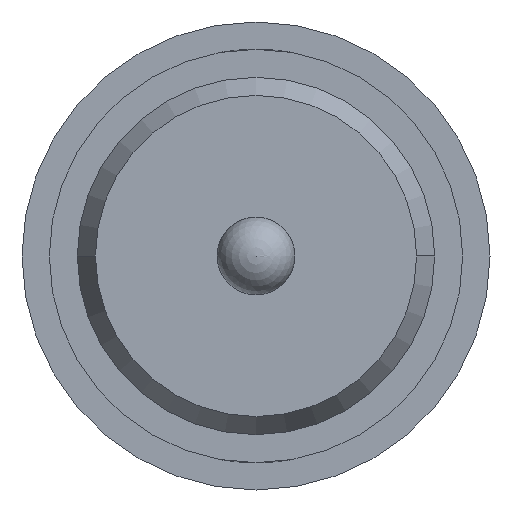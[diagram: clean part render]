
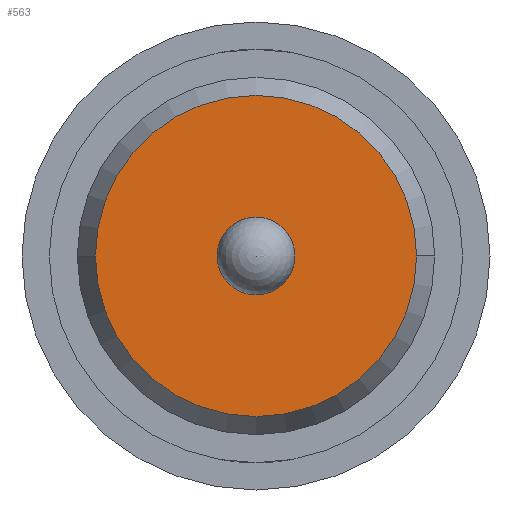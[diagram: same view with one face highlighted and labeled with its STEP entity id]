
A CAD part, front view. The second image highlights one B-rep face of the part: STEP entity #563.
In plain terms, the highlighted planar face has unit normal (0, -1, 0).
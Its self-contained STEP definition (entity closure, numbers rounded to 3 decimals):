
#123 = EDGE_LOOP ( 'NONE', ( #4310, #1932 ) ) ;
#360 = ORIENTED_EDGE ( 'NONE', *, *, #2761, .T. ) ;
#388 = CARTESIAN_POINT ( 'NONE',  ( 1.03, -28.6, 0. ) ) ;
#563 = ADVANCED_FACE ( 'Defeature ausgef�hrt1_17', ( #2018, #1107 ), #919, .T. ) ;
#567 = CARTESIAN_POINT ( 'NONE',  ( -1.145, -28.6, 0. ) ) ;
#630 = DIRECTION ( 'NONE',  ( 0., 0., -1. ) ) ;
#717 = CIRCLE ( 'NONE', #2446, 0.25 ) ;
#879 = DIRECTION ( 'NONE',  ( 1., 0., 0. ) ) ;
#919 = PLANE ( 'NONE',  #4309 ) ;
#1077 = VERTEX_POINT ( 'NONE', #1908 ) ;
#1087 = CIRCLE ( 'NONE', #2181, 1.03 ) ;
#1107 = FACE_OUTER_BOUND ( 'NONE', #3641, .T. ) ;
#1176 = DIRECTION ( 'NONE',  ( 0., 0., -1. ) ) ;
#1182 = EDGE_CURVE ( 'Defeature ausgef�hrt1_17+Defeature ausgef�hrt1_14+Defeature ausgef�hrt1_14+Defeature ausgef�hrt1_14', #1475, #4247, #717, .T. ) ;
#1475 = VERTEX_POINT ( 'NONE', #4024 ) ;
#1541 = CARTESIAN_POINT ( 'NONE',  ( 0., -28.6, 0. ) ) ;
#1579 = CARTESIAN_POINT ( 'NONE',  ( 0., -28.6, 0. ) ) ;
#1594 = CARTESIAN_POINT ( 'NONE',  ( 0., -28.6, 0.25 ) ) ;
#1605 = VERTEX_POINT ( 'NONE', #388 ) ;
#1676 = DIRECTION ( 'NONE',  ( 0., 1., 0. ) ) ;
#1841 = AXIS2_PLACEMENT_3D ( 'NONE', #1889, #2980, #2249 ) ;
#1866 = DIRECTION ( 'NONE',  ( 1., 0., 0. ) ) ;
#1889 = CARTESIAN_POINT ( 'NONE',  ( 0., -28.6, 0. ) ) ;
#1895 = EDGE_CURVE ( 'Defeature ausgef�hrt1_17+Defeature ausgef�hrt1_14+Defeature ausgef�hrt1_14+Defeature ausgef�hrt1_14', #4247, #1475, #2315, .T. ) ;
#1905 = CIRCLE ( 'NONE', #1841, 1.03 ) ;
#1908 = CARTESIAN_POINT ( 'NONE',  ( -1.03, -28.6, 0. ) ) ;
#1924 = AXIS2_PLACEMENT_3D ( 'NONE', #1579, #2560, #1176 ) ;
#1932 = ORIENTED_EDGE ( 'NONE', *, *, #1182, .T. ) ;
#2018 = FACE_BOUND ( 'NONE', #123, .T. ) ;
#2181 = AXIS2_PLACEMENT_3D ( 'NONE', #1541, #3911, #1866 ) ;
#2249 = DIRECTION ( 'NONE',  ( 1., 0., 0. ) ) ;
#2315 = CIRCLE ( 'NONE', #1924, 0.25 ) ;
#2446 = AXIS2_PLACEMENT_3D ( 'NONE', #3018, #1676, #630 ) ;
#2560 = DIRECTION ( 'NONE',  ( 0., 1., 0. ) ) ;
#2761 = EDGE_CURVE ( 'Defeature ausgef�hrt1_17+Defeature ausgef�hrt1_16+Defeature ausgef�hrt1_16+Defeature ausgef�hrt1_16', #1605, #1077, #1905, .T. ) ;
#2980 = DIRECTION ( 'NONE',  ( 0., -1., 0. ) ) ;
#3018 = CARTESIAN_POINT ( 'NONE',  ( 0., -28.6, 0. ) ) ;
#3091 = EDGE_CURVE ( 'Defeature ausgef�hrt1_17+Defeature ausgef�hrt1_16+Defeature ausgef�hrt1_16+Defeature ausgef�hrt1_16', #1077, #1605, #1087, .T. ) ;
#3641 = EDGE_LOOP ( 'NONE', ( #3907, #360 ) ) ;
#3672 = DIRECTION ( 'NONE',  ( 0., -1., 0. ) ) ;
#3907 = ORIENTED_EDGE ( 'NONE', *, *, #3091, .T. ) ;
#3911 = DIRECTION ( 'NONE',  ( 0., -1., 0. ) ) ;
#4024 = CARTESIAN_POINT ( 'NONE',  ( 0., -28.6, -0.25 ) ) ;
#4247 = VERTEX_POINT ( 'NONE', #1594 ) ;
#4309 = AXIS2_PLACEMENT_3D ( 'NONE', #567, #3672, #879 ) ;
#4310 = ORIENTED_EDGE ( 'NONE', *, *, #1895, .T. ) ;
